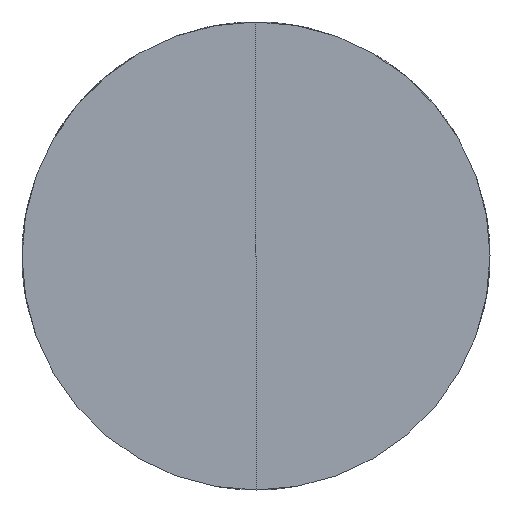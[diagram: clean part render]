
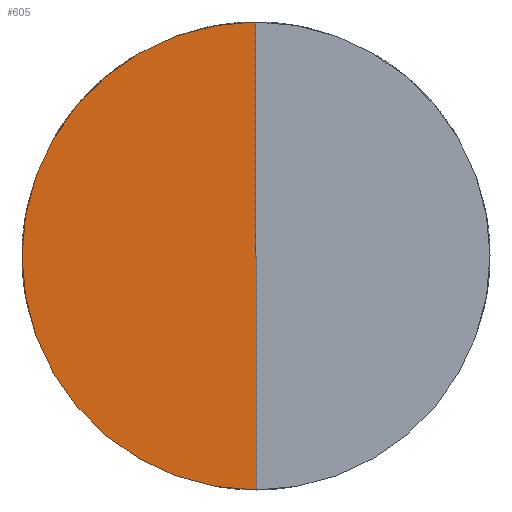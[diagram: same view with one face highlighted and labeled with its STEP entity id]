
A CAD part, front view. The second image highlights one B-rep face of the part: STEP entity #605.
In plain terms, the highlighted planar face has unit normal (0, -1, 0).
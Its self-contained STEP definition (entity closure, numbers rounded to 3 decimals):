
#122=FACE_OUTER_BOUND('',#159,.T.);
#159=EDGE_LOOP('',(#478,#479));
#190=CIRCLE('',#662,100.);
#209=LINE('',#1303,#240);
#240=VECTOR('',#731,10.);
#288=VERTEX_POINT('',#1297);
#289=VERTEX_POINT('',#1299);
#361=EDGE_CURVE('',#289,#288,#190,.T.);
#363=EDGE_CURVE('',#289,#288,#209,.T.);
#478=ORIENTED_EDGE('',*,*,#363,.F.);
#479=ORIENTED_EDGE('',*,*,#361,.T.);
#588=PLANE('',#663);
#605=ADVANCED_FACE('',(#122),#588,.T.);
#662=AXIS2_PLACEMENT_3D('',#1300,#726,#727);
#663=AXIS2_PLACEMENT_3D('',#1302,#729,#730);
#726=DIRECTION('center_axis',(0.,-1.,0.));
#727=DIRECTION('ref_axis',(1.,0.,0.));
#729=DIRECTION('center_axis',(0.,-1.,0.));
#730=DIRECTION('ref_axis',(-1.,0.,0.));
#731=DIRECTION('',(0.001,0.,-1.));
#1297=CARTESIAN_POINT('',(0.101,0.,-100.));
#1299=CARTESIAN_POINT('',(-0.101,0.,100.));
#1300=CARTESIAN_POINT('Origin',(0.,0.,0.));
#1302=CARTESIAN_POINT('Origin',(0.,0.,0.));
#1303=CARTESIAN_POINT('',(0.,0.,-0.001));
